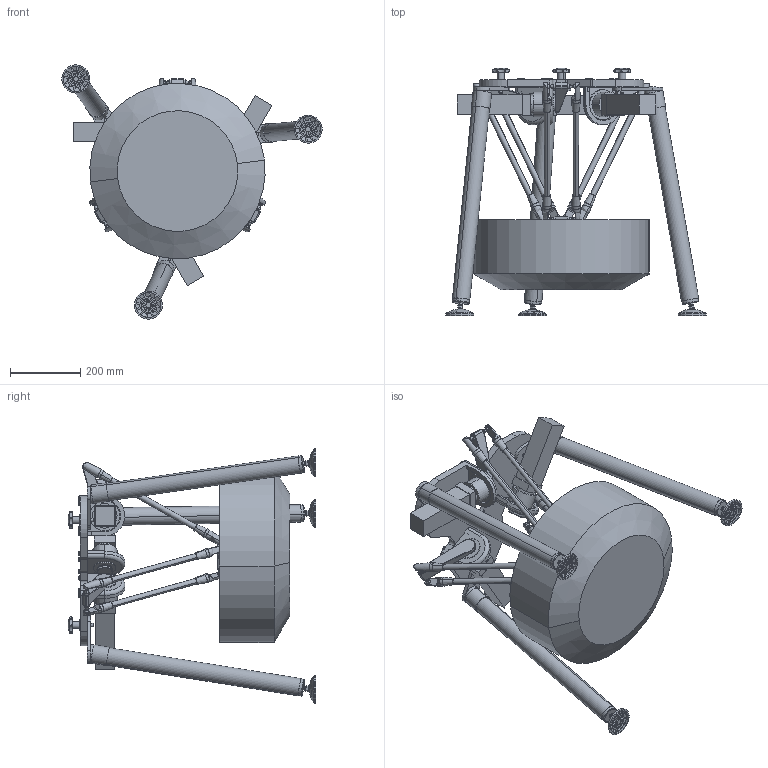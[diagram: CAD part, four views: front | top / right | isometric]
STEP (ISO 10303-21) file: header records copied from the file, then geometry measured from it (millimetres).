
FILE_DESCRIPTION (( 'STEP AP214' ), '1' );
FILE_NAME ('D4-500 inclusief 3-poot demo frame.STEP', '2017-03-21T14:58:15', ( '' ), ( '' ), 'SwSTEP 2.0', 'SolidWorks 2016', '' );
FILE_SCHEMA (( 'AUTOMOTIVE_DESIGN' ));
Length unit declared in the file: millimetre
Products named in the file (8): Poot demoframe; D4-500; D4-500 star; D4-500-2 Secundairy arm; Working area D4-500 no rotation; D4-500 Primairy arm; Baseplate D4-500; D4-500 inclusief 3-poot demo frame
Assembly tree (16 placements, depth 3):
  D4-500 inclusief 3-poot demo frame
    D4-500
      Baseplate D4-500
      D4-500 Primairy arm  x3
      Working area D4-500 no rotation
      D4-500-2 Secundairy arm  x6
      D4-500 star
    Poot demoframe  x3
Bounding box: 741.84 x 706.17 x 724.87 mm (x, y, z)
Volume: 47361348.6 mm3; surface area: 1952059.9 mm2
Topology: 51 solids, 51 shells, 1796 faces, 4292 edges, 2740 vertices
Faces by surface type: cylinder 606, plane 580, cone 199, torus 171, bspline 165, sphere 75
Entity records: 42226 total; most frequent: CARTESIAN_POINT 10356, DIRECTION 4650, ORIENTED_EDGE 4396, EDGE_CURVE 2198, AXIS2_PLACEMENT_3D 1900, VERTEX_POINT 1411, EDGE_LOOP 1095, CIRCLE 992
